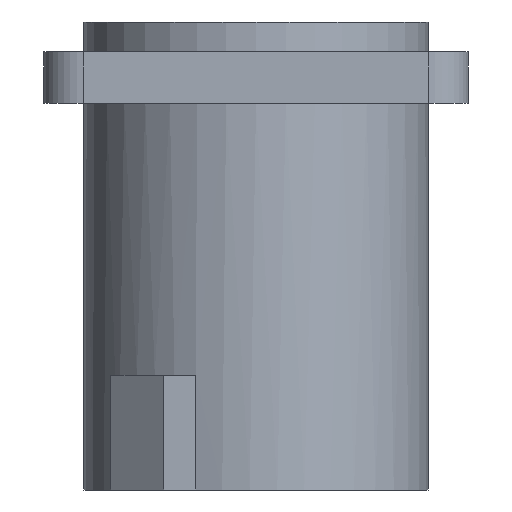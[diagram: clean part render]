
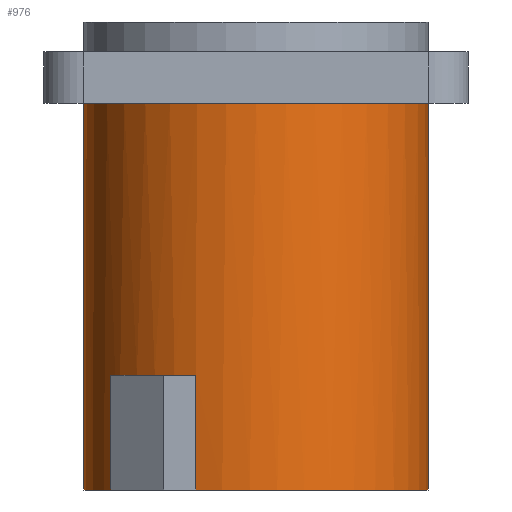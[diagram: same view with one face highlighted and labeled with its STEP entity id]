
A CAD part, left-side view. The second image highlights one B-rep face of the part: STEP entity #976.
In plain terms, the highlighted cylindrical face has radius 15 mm (diameter 30 mm), a partial arc.
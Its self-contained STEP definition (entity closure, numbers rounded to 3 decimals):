
#120=CARTESIAN_POINT('',(0.,0.,-4.5));
#121=DIRECTION('',(0.,0.,1.));
#122=DIRECTION('',(0.,1.,0.));
#123=AXIS2_PLACEMENT_3D('',#120,#121,#122);
#186=CARTESIAN_POINT('',(0.,0.,-28.2));
#187=DIRECTION('',(0.,0.,-1.));
#188=DIRECTION('',(-0.936,0.351,0.));
#189=AXIS2_PLACEMENT_3D('',#186,#187,#188);
#191=DIRECTION('',(0.,0.,-1.));
#192=VECTOR('',#191,10.);
#193=CARTESIAN_POINT('',(-10.822,10.386,-28.2));
#194=LINE('',#193,#192);
#195=CARTESIAN_POINT('',(0.,0.,-38.2));
#196=DIRECTION('',(0.,0.,1.));
#197=DIRECTION('',(0.,1.,0.));
#198=AXIS2_PLACEMENT_3D('',#195,#196,#197);
#200=DIRECTION('',(0.,0.,1.));
#201=VECTOR('',#200,33.7);
#202=CARTESIAN_POINT('',(0.,15.,-38.2));
#203=LINE('',#202,#201);
#204=DIRECTION('',(0.,0.,1.));
#205=VECTOR('',#204,33.7);
#206=CARTESIAN_POINT('',(0.,-15.,-38.2));
#207=LINE('',#206,#205);
#208=CARTESIAN_POINT('',(0.,0.,-38.2));
#209=DIRECTION('',(0.,0.,1.));
#210=DIRECTION('',(-0.936,0.351,0.));
#211=AXIS2_PLACEMENT_3D('',#208,#209,#210);
#213=DIRECTION('',(0.,0.,-1.));
#214=VECTOR('',#213,10.);
#215=CARTESIAN_POINT('',(-14.047,5.26,-28.2));
#216=LINE('',#215,#214);
#623=CARTESIAN_POINT('',(0.,15.,-38.2));
#624=CARTESIAN_POINT('',(0.,15.,-4.5));
#625=VERTEX_POINT('',#623);
#626=VERTEX_POINT('',#624);
#643=CARTESIAN_POINT('',(0.,-15.,-38.2));
#644=CARTESIAN_POINT('',(0.,-15.,-4.5));
#645=VERTEX_POINT('',#643);
#646=VERTEX_POINT('',#644);
#755=CARTESIAN_POINT('',(-14.047,5.26,-28.2));
#756=CARTESIAN_POINT('',(-10.822,10.386,-28.2));
#757=VERTEX_POINT('',#755);
#758=VERTEX_POINT('',#756);
#759=CARTESIAN_POINT('',(-14.047,5.26,-38.2));
#760=VERTEX_POINT('',#759);
#761=CARTESIAN_POINT('',(-10.822,10.386,-38.2));
#762=VERTEX_POINT('',#761);
#956=CARTESIAN_POINT('',(0.,0.,4.64));
#957=DIRECTION('',(0.,0.,-1.));
#958=DIRECTION('',(0.,-1.,0.));
#959=AXIS2_PLACEMENT_3D('',#956,#957,#958);
#960=CYLINDRICAL_SURFACE('',#959,15.);
#962=ORIENTED_EDGE('',*,*,#961,.T.);
#964=ORIENTED_EDGE('',*,*,#963,.T.);
#966=ORIENTED_EDGE('',*,*,#965,.F.);
#967=ORIENTED_EDGE('',*,*,#946,.T.);
#968=ORIENTED_EDGE('',*,*,#924,.T.);
#969=ORIENTED_EDGE('',*,*,#950,.F.);
#971=ORIENTED_EDGE('',*,*,#970,.F.);
#973=ORIENTED_EDGE('',*,*,#972,.F.);
#974=EDGE_LOOP('',(#962,#964,#966,#967,#968,#969,#971,#973));
#975=FACE_OUTER_BOUND('',#974,.F.);
#976=ADVANCED_FACE('',(#975),#960,.T.);
#124=CIRCLE('',#123,15.);
#190=CIRCLE('',#189,15.);
#199=CIRCLE('',#198,15.);
#212=CIRCLE('',#211,15.);
#924=EDGE_CURVE('',#626,#646,#124,.T.);
#946=EDGE_CURVE('',#625,#626,#203,.T.);
#950=EDGE_CURVE('',#645,#646,#207,.T.);
#961=EDGE_CURVE('',#757,#758,#190,.T.);
#963=EDGE_CURVE('',#758,#762,#194,.T.);
#965=EDGE_CURVE('',#625,#762,#199,.T.);
#970=EDGE_CURVE('',#760,#645,#212,.T.);
#972=EDGE_CURVE('',#757,#760,#216,.T.);
